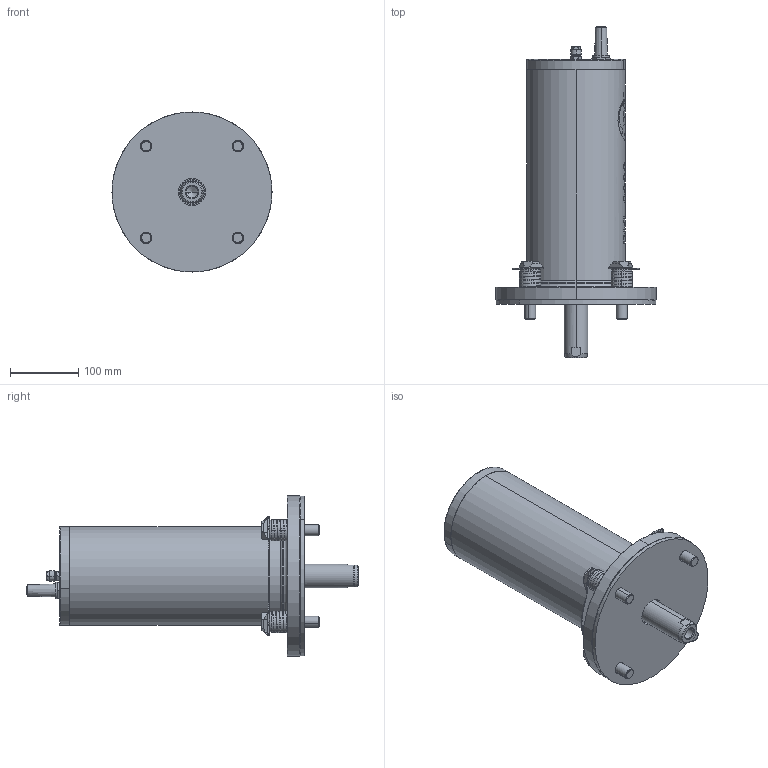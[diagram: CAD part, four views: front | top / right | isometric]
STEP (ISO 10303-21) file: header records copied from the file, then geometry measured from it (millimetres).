
FILE_DESCRIPTION (( 'STEP AP214' ), '1' );
FILE_NAME ('PKL8000M1HT-M20+NBS G #03680100#03680050.STEP', '2015-09-16T14:20:47', ( 'Netter' ), ( 'Microsoft' ), 'SwSTEP 2.0', 'SolidWorks 2015', '' );
FILE_SCHEMA (( 'AUTOMOTIVE_DESIGN' ));
Length unit declared in the file: millimetre
Products named in the file (1): PKL8000M1HT-M20+NBS G #03680100#03680050
Bounding box: 235 x 487.2 x 235 mm (x, y, z)
Volume: 2210007.4 mm3; surface area: 663445.2 mm2
Topology: 29 solids, 29 shells, 956 faces, 2241 edges, 1380 vertices
Faces by surface type: cylinder 324, bspline 227, plane 220, cone 143, torus 42
Entity records: 60563 total; most frequent: CARTESIAN_POINT 40304, ORIENTED_EDGE 4446, DIRECTION 3444, EDGE_CURVE 2223, AXIS2_PLACEMENT_3D 1413, VERTEX_POINT 1380, EDGE_LOOP 1071, FACE_OUTER_BOUND 956
